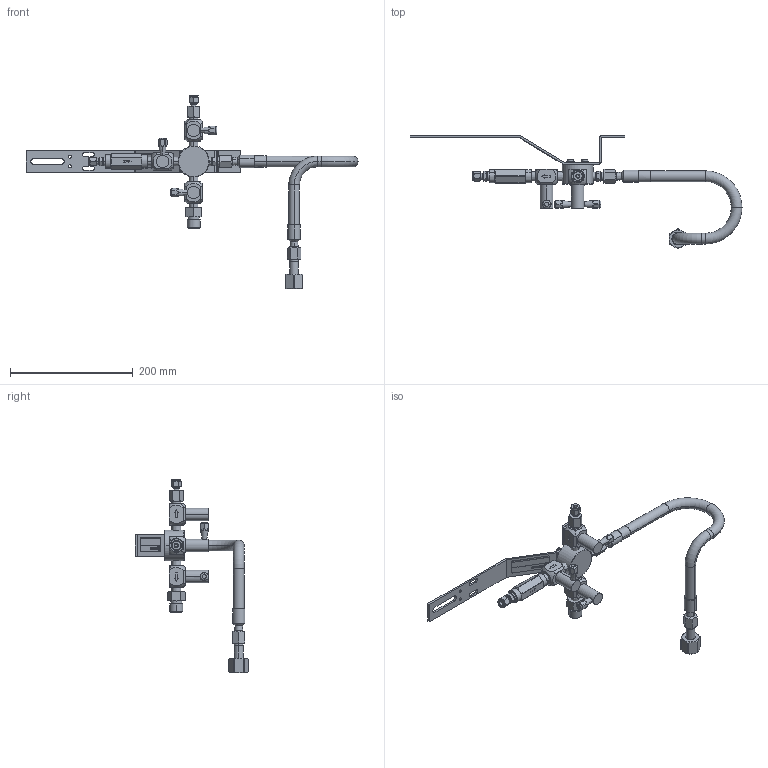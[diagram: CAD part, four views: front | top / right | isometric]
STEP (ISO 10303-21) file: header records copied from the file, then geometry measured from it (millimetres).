
FILE_DESCRIPTION((''),'2;1');
FILE_NAME('M54-18V2X_ASM','2021-04-16T11:19:43',('CRosado'),('MATHESON TRI-GAS'),'CREO PARAMETRIC BY PTC INC, 2018260','CREO PARAMETRIC BY PTC INC, 2018260','');
FILE_SCHEMA(('CONFIG_CONTROL_DESIGN'));
Length unit declared in the file: inch
Products named in the file (26): MBRA-0524-SA; MBLO-0041-SA; MBUS-0060-SA; MHSE-0203-END; MHSE-0203-FLEX001_AF0; MHSE-0203-FLEX_AF0_ASM; MHSE-0203-LABEL; MHSE-0203-SA_ASM; MVLV-0837-SA_AF18; MVLV-0792-HANDLE_AF1; MVLV-0837-SA_AF0_ASM; MVLV-0837-SA_AF19; MVLV-0792-HANDLE_AF2; MVLV-0837-SA_AF1_ASM; MVLV-0837-SA_AF20; MVLV-0792-HANDLE_AF3; MVLV-0837-SA_AF2_ASM; MCON-0079-SA; MVLV-0401-SA; MCON-0070-SA; MWAS-0071-SH; MSCR-0348-SH; MLBL-0056-QE; MBUS-0042-SA; MCNN-0259-SA; M54-18V2X_ASM
Assembly tree (28 placements, depth 4):
  M54-18V2X_ASM
    MBRA-0524-SA
    MBLO-0041-SA
    MBUS-0060-SA
    MHSE-0203-SA_ASM
      MHSE-0203-END  x2
      MHSE-0203-FLEX_AF0_ASM
        MHSE-0203-FLEX001_AF0
      MHSE-0203-LABEL
    MVLV-0837-SA_AF0_ASM
      MVLV-0837-SA_AF18
      MVLV-0792-HANDLE_AF1
    MVLV-0837-SA_AF1_ASM
      MVLV-0837-SA_AF19
      MVLV-0792-HANDLE_AF2
    MVLV-0837-SA_AF2_ASM
      MVLV-0837-SA_AF20
      MVLV-0792-HANDLE_AF3
    MCON-0079-SA
    MVLV-0401-SA
    MCON-0070-SA
    MWAS-0071-SH  x2
    MSCR-0348-SH  x2
    MLBL-0056-QE
    MBUS-0042-SA
    MCNN-0259-SA
Bounding box: 540.52 x 184.32 x 315.45 mm (x, y, z)
Volume: 349122.4 mm3; surface area: 165371.1 mm2
Topology: 23 solids, 23 shells, 1058 faces, 2604 edges, 1674 vertices
Faces by surface type: plane 506, cylinder 270, cone 216, bspline 36, torus 30
Entity records: 33015 total; most frequent: CARTESIAN_POINT 8854, ORIENTED_EDGE 4928, DIRECTION 4926, EDGE_CURVE 2464, AXIS2_PLACEMENT_3D 1822, VERTEX_POINT 1588, VECTOR 1282, LINE 1282
